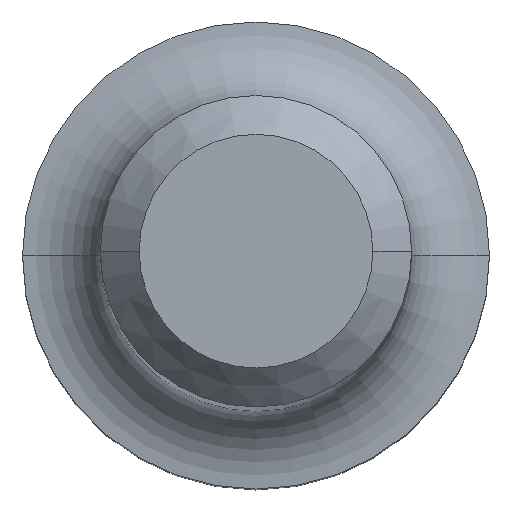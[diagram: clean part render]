
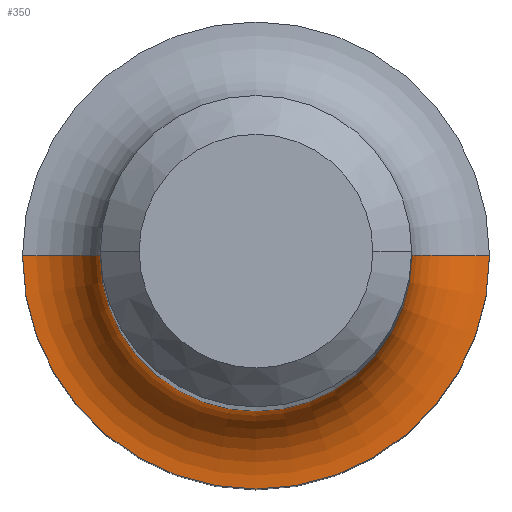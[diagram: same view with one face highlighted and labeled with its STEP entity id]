
A CAD part, top view. The second image highlights one B-rep face of the part: STEP entity #350.
In plain terms, the highlighted toroidal (fillet/blend) face has major radius 4.763 mm and minor radius 1.587 mm.
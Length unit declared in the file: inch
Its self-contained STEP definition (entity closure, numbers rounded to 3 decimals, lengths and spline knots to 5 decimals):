
#22 = DIRECTION ( 'NONE',  ( 0., 0., 1. ) ) ;
#28 = VERTEX_POINT ( 'NONE', #39 ) ;
#38 = AXIS2_PLACEMENT_3D ( 'NONE', #403, #201, #361 ) ;
#39 = CARTESIAN_POINT ( 'NONE',  ( 0.125, 0., -1.9405 ) ) ;
#47 = TOROIDAL_SURFACE ( 'NONE', #424, 0.1875, 0.0625 ) ;
#71 = DIRECTION ( 'NONE',  ( 0., 0., 1. ) ) ;
#78 = AXIS2_PLACEMENT_3D ( 'NONE', #464, #188, #110 ) ;
#83 = DIRECTION ( 'NONE',  ( 1., 0., 0. ) ) ;
#103 = VERTEX_POINT ( 'NONE', #215 ) ;
#109 = EDGE_CURVE ( 'NONE', #28, #181, #111, .T. ) ;
#110 = DIRECTION ( 'NONE',  ( 1., 0., 0. ) ) ;
#111 = CIRCLE ( 'NONE', #290, 0.0625 ) ;
#112 = ORIENTED_EDGE ( 'NONE', *, *, #109, .F. ) ;
#126 = DIRECTION ( 'NONE',  ( 0., -1., 0. ) ) ;
#146 = EDGE_LOOP ( 'NONE', ( #450, #216, #348, #112 ) ) ;
#173 = CIRCLE ( 'NONE', #78, 0.1875 ) ;
#181 = VERTEX_POINT ( 'NONE', #460 ) ;
#188 = DIRECTION ( 'NONE',  ( 0., 0., 1. ) ) ;
#201 = DIRECTION ( 'NONE',  ( 0., 1., 0. ) ) ;
#215 = CARTESIAN_POINT ( 'NONE',  ( -0.125, 0., -1.9405 ) ) ;
#216 = ORIENTED_EDGE ( 'NONE', *, *, #462, .T. ) ;
#246 = EDGE_CURVE ( 'NONE', #103, #28, #323, .T. ) ;
#252 = VERTEX_POINT ( 'NONE', #333 ) ;
#259 = DIRECTION ( 'NONE',  ( 1., 0., 0. ) ) ;
#270 = AXIS2_PLACEMENT_3D ( 'NONE', #448, #22, #259 ) ;
#271 = CIRCLE ( 'NONE', #38, 0.0625 ) ;
#272 = DIRECTION ( 'NONE',  ( 1., 0., 0. ) ) ;
#274 = CARTESIAN_POINT ( 'NONE',  ( 0., 0., -1.9405 ) ) ;
#290 = AXIS2_PLACEMENT_3D ( 'NONE', #359, #126, #83 ) ;
#313 = FACE_OUTER_BOUND ( 'NONE', #146, .T. ) ;
#323 = CIRCLE ( 'NONE', #270, 0.125 ) ;
#333 = CARTESIAN_POINT ( 'NONE',  ( -0.1875, 0., -2.003 ) ) ;
#334 = EDGE_CURVE ( 'NONE', #252, #181, #173, .T. ) ;
#348 = ORIENTED_EDGE ( 'NONE', *, *, #334, .T. ) ;
#350 = ADVANCED_FACE ( 'NONE', ( #313 ), #47, .F. ) ;
#359 = CARTESIAN_POINT ( 'NONE',  ( 0.1875, 0., -1.9405 ) ) ;
#361 = DIRECTION ( 'NONE',  ( -1., 0., 0. ) ) ;
#403 = CARTESIAN_POINT ( 'NONE',  ( -0.1875, 0., -1.9405 ) ) ;
#424 = AXIS2_PLACEMENT_3D ( 'NONE', #274, #71, #272 ) ;
#448 = CARTESIAN_POINT ( 'NONE',  ( 0., 0., -1.9405 ) ) ;
#450 = ORIENTED_EDGE ( 'NONE', *, *, #246, .F. ) ;
#460 = CARTESIAN_POINT ( 'NONE',  ( 0.1875, 0., -2.003 ) ) ;
#462 = EDGE_CURVE ( 'NONE', #103, #252, #271, .T. ) ;
#464 = CARTESIAN_POINT ( 'NONE',  ( 0., 0., -2.003 ) ) ;
